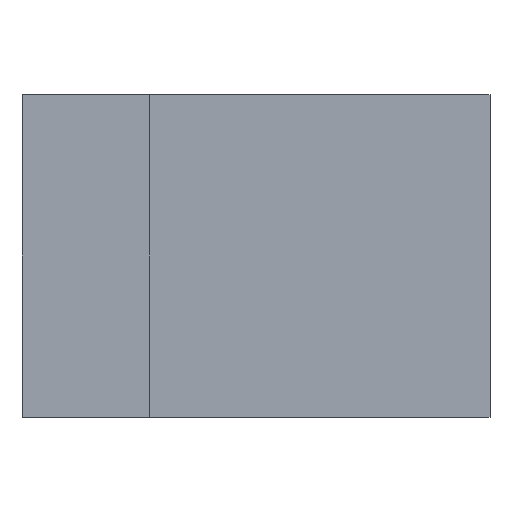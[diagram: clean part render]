
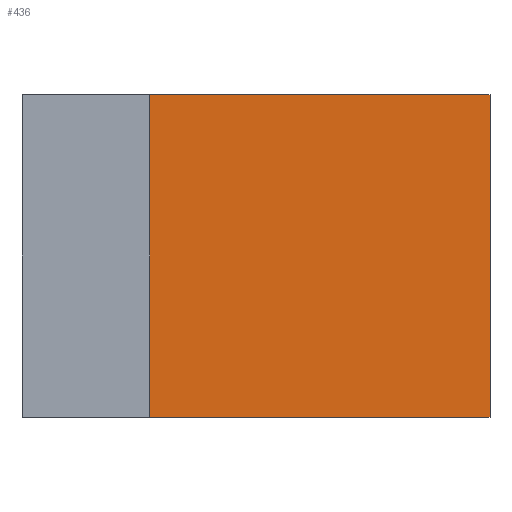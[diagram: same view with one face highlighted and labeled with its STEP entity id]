
A CAD part, left-side view. The second image highlights one B-rep face of the part: STEP entity #436.
In plain terms, the highlighted planar face has unit normal (-1, 0, 0).
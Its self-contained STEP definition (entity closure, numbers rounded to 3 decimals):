
#34=CARTESIAN_POINT('',(-24.,130.928,126.));
#35=VERTEX_POINT('',#34);
#50=CARTESIAN_POINT('',(-24.,130.928,0.));
#51=VERTEX_POINT('',#50);
#58=CARTESIAN_POINT('',(-24.,130.928,126.));
#59=DIRECTION('',(0.,0.,-1.));
#60=VECTOR('',#59,126.);
#61=LINE('',#58,#60);
#62=EDGE_CURVE('',#35,#51,#61,.T.);
#257=CARTESIAN_POINT('',(-24.,-2.,126.));
#258=VERTEX_POINT('',#257);
#265=CARTESIAN_POINT('',(-24.,-2.,0.));
#266=VERTEX_POINT('',#265);
#267=CARTESIAN_POINT('',(-24.,-2.,126.));
#268=DIRECTION('',(0.,0.,-1.));
#269=VECTOR('',#268,126.);
#270=LINE('',#267,#269);
#271=EDGE_CURVE('',#258,#266,#270,.T.);
#334=CARTESIAN_POINT('',(-24.,130.928,0.));
#335=DIRECTION('',(0.,-1.,0.));
#336=VECTOR('',#335,132.928);
#337=LINE('',#334,#336);
#338=EDGE_CURVE('',#51,#266,#337,.T.);
#371=CARTESIAN_POINT('',(-24.,-2.,126.));
#372=DIRECTION('',(-0.,1.,0.));
#373=VECTOR('',#372,132.928);
#374=LINE('',#371,#373);
#375=EDGE_CURVE('',#258,#35,#374,.T.);
#425=CARTESIAN_POINT('',(-24.,263.5,100.));
#426=DIRECTION('',(-1.,-0.,0.));
#427=DIRECTION('',(0.,-1.,0.));
#428=AXIS2_PLACEMENT_3D('',#425,#426,#427);
#429=PLANE('',#428);
#430=ORIENTED_EDGE('',*,*,#375,.T.);
#431=ORIENTED_EDGE('',*,*,#62,.T.);
#432=ORIENTED_EDGE('',*,*,#338,.T.);
#433=ORIENTED_EDGE('',*,*,#271,.F.);
#434=EDGE_LOOP('',(#430,#431,#432,#433));
#435=FACE_BOUND('',#434,.T.);
#436=ADVANCED_FACE('',(#435),#429,.T.);
